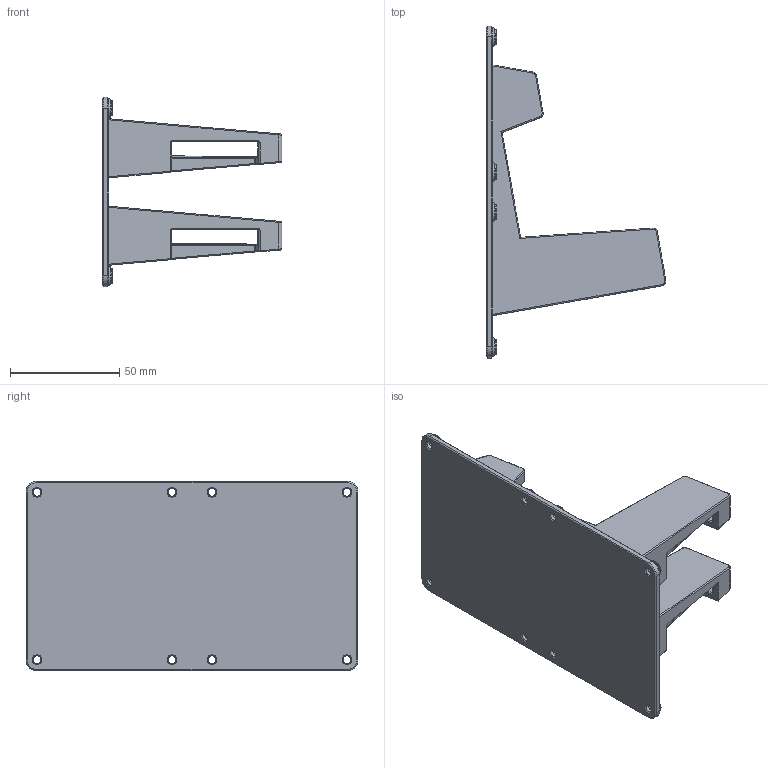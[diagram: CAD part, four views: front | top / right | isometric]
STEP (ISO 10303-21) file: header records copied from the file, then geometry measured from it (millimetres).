
FILE_DESCRIPTION(/* description */ (''),/* implementation_level */ '2;1');
FILE_NAME(/* name */ 'ssd-mounter v20.step',/* time_stamp */ '2020-07-09T23:11:01+09:00',/* author */ (''),/* organization */ (''),/* preprocessor_version */ 'ST-DEVELOPER v18.1',/* originating_system */ 'Autodesk Translation Framework v9.3.0.1241',/* authorisation */ '');
FILE_SCHEMA (('AUTOMOTIVE_DESIGN { 1 0 10303 214 3 1 1 }'));
Length unit declared in the file: millimetre
Products named in the file (1): ssd-mounter
Bounding box: 82.28 x 151.72 x 86.6 mm (x, y, z)
Volume: 89067.5 mm3; surface area: 81072.5 mm2
Topology: 3 solids, 3 shells, 488 faces, 1220 edges, 756 vertices
Faces by surface type: plane 192, cylinder 144, bspline 84, cone 44, torus 24
Full cylindrical faces by diameter (mm): 3.5 x8, 4.8 x8, 5.6 x8, 6.9 x8
Entity records: 17894 total; most frequent: CARTESIAN_POINT 6498, ORIENTED_EDGE 2440, DIRECTION 2246, EDGE_CURVE 1220, AXIS2_PLACEMENT_3D 795, VERTEX_POINT 756, LINE 656, VECTOR 656
